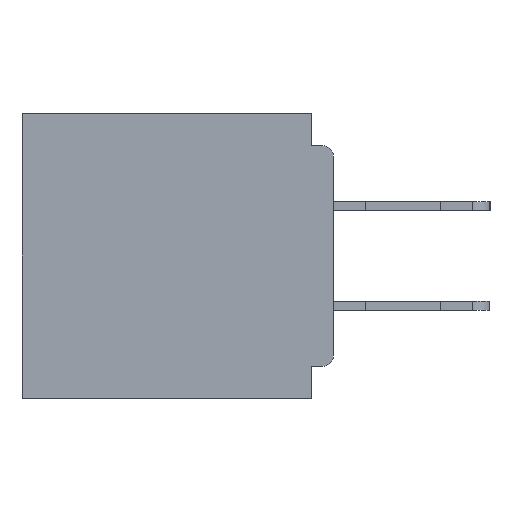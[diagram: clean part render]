
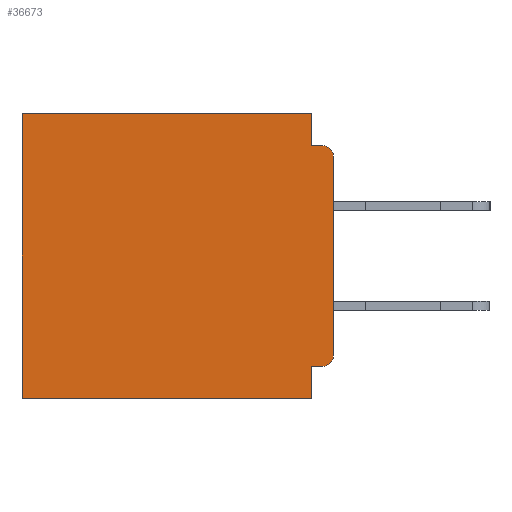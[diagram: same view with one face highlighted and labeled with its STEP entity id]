
A CAD part, left-side view. The second image highlights one B-rep face of the part: STEP entity #36673.
In plain terms, the highlighted planar face has unit normal (-1, 0, 0).
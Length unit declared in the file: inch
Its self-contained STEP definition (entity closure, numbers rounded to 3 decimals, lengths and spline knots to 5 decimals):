
#129 = LINE ( 'NONE', #38870, #18783 ) ;
#464 = DIRECTION ( 'NONE',  ( -1., 0., 0. ) ) ;
#515 = DIRECTION ( 'NONE',  ( 0., 0., -1. ) ) ;
#696 = EDGE_CURVE ( 'NONE', #8401, #1480, #39777, .T. ) ;
#1082 = CARTESIAN_POINT ( 'NONE',  ( 0.3, 0.437, 0. ) ) ;
#1442 = DIRECTION ( 'NONE',  ( 0., 1., 0. ) ) ;
#1480 = VERTEX_POINT ( 'NONE', #15139 ) ;
#1802 = LINE ( 'NONE', #24291, #18255 ) ;
#1812 = AXIS2_PLACEMENT_3D ( 'NONE', #26042, #464, #515 ) ;
#2174 = ORIENTED_EDGE ( 'NONE', *, *, #4397, .F. ) ;
#3128 = DIRECTION ( 'NONE',  ( -1., 0., 0. ) ) ;
#4397 = EDGE_CURVE ( 'NONE', #33627, #8401, #22113, .T. ) ;
#5564 = EDGE_CURVE ( 'NONE', #33627, #26631, #129, .T. ) ;
#5566 = DIRECTION ( 'NONE',  ( 0., 0., -1. ) ) ;
#6870 = EDGE_CURVE ( 'NONE', #44825, #18758, #11520, .T. ) ;
#8228 = ORIENTED_EDGE ( 'NONE', *, *, #12713, .T. ) ;
#8401 = VERTEX_POINT ( 'NONE', #13368 ) ;
#8531 = CARTESIAN_POINT ( 'NONE',  ( 0.3, 0., -0.4 ) ) ;
#8643 = FACE_OUTER_BOUND ( 'NONE', #33703, .T. ) ;
#10204 = LINE ( 'NONE', #26540, #18443 ) ;
#10514 = CARTESIAN_POINT ( 'NONE',  ( 0.3, 0., -0.4 ) ) ;
#11520 = CIRCLE ( 'NONE', #1812, 0.015 ) ;
#11624 = EDGE_CURVE ( 'NONE', #44825, #22909, #35352, .T. ) ;
#12325 = DIRECTION ( 'NONE',  ( 0., 0., -1. ) ) ;
#12713 = EDGE_CURVE ( 'NONE', #26631, #31447, #39586, .T. ) ;
#13368 = CARTESIAN_POINT ( 'NONE',  ( 0.3, 0.031, -0.045 ) ) ;
#13983 = VECTOR ( 'NONE', #42531, 39.37008 ) ;
#14195 = CARTESIAN_POINT ( 'NONE',  ( 0.3, 0.031, -0.4 ) ) ;
#14838 = ORIENTED_EDGE ( 'NONE', *, *, #696, .F. ) ;
#15139 = CARTESIAN_POINT ( 'NONE',  ( 0.3, 0.015, -0.045 ) ) ;
#15384 = ORIENTED_EDGE ( 'NONE', *, *, #28389, .F. ) ;
#15464 = CARTESIAN_POINT ( 'NONE',  ( 0.3, 0.031, 0. ) ) ;
#18197 = CARTESIAN_POINT ( 'NONE',  ( 0.3, 0.437, -0.4 ) ) ;
#18255 = VECTOR ( 'NONE', #38238, 39.37008 ) ;
#18443 = VECTOR ( 'NONE', #5566, 39.37008 ) ;
#18758 = VERTEX_POINT ( 'NONE', #39550 ) ;
#18783 = VECTOR ( 'NONE', #31301, 39.37008 ) ;
#19740 = ORIENTED_EDGE ( 'NONE', *, *, #5564, .T. ) ;
#20302 = ORIENTED_EDGE ( 'NONE', *, *, #11624, .F. ) ;
#20989 = VERTEX_POINT ( 'NONE', #14195 ) ;
#21824 = VECTOR ( 'NONE', #34909, 39.37008 ) ;
#22113 = LINE ( 'NONE', #15464, #31330 ) ;
#22909 = VERTEX_POINT ( 'NONE', #25567 ) ;
#24143 = CARTESIAN_POINT ( 'NONE',  ( 0.3, 0.015, -0.06 ) ) ;
#24291 = CARTESIAN_POINT ( 'NONE',  ( 0.3, 0., -0.4 ) ) ;
#24532 = CIRCLE ( 'NONE', #29964, 0.015 ) ;
#25567 = CARTESIAN_POINT ( 'NONE',  ( 0.3, 0.031, -0.355 ) ) ;
#25769 = ORIENTED_EDGE ( 'NONE', *, *, #36414, .F. ) ;
#26042 = CARTESIAN_POINT ( 'NONE',  ( 0.3, 0.015, -0.34 ) ) ;
#26540 = CARTESIAN_POINT ( 'NONE',  ( 0.3, 0.031, -0.4 ) ) ;
#26631 = VERTEX_POINT ( 'NONE', #1082 ) ;
#27638 = DIRECTION ( 'NONE',  ( 0., 0., -1. ) ) ;
#28389 = EDGE_CURVE ( 'NONE', #32379, #18758, #1802, .T. ) ;
#28473 = ORIENTED_EDGE ( 'NONE', *, *, #6870, .T. ) ;
#29264 = CARTESIAN_POINT ( 'NONE',  ( 0.3, 0., -0.355 ) ) ;
#29456 = DIRECTION ( 'NONE',  ( 1., 0., 0. ) ) ;
#29851 = CARTESIAN_POINT ( 'NONE',  ( 0.3, 0.015, -0.355 ) ) ;
#29964 = AXIS2_PLACEMENT_3D ( 'NONE', #24143, #3128, #27638 ) ;
#29970 = LINE ( 'NONE', #10514, #21824 ) ;
#30491 = DIRECTION ( 'NONE',  ( 0., -1., 0. ) ) ;
#31301 = DIRECTION ( 'NONE',  ( 0., 1., 0. ) ) ;
#31330 = VECTOR ( 'NONE', #12325, 39.37008 ) ;
#31447 = VERTEX_POINT ( 'NONE', #34487 ) ;
#31623 = VECTOR ( 'NONE', #30491, 39.37008 ) ;
#31724 = ORIENTED_EDGE ( 'NONE', *, *, #38069, .F. ) ;
#31794 = CARTESIAN_POINT ( 'NONE',  ( 0.3, 0., -0.045 ) ) ;
#32379 = VERTEX_POINT ( 'NONE', #43216 ) ;
#33627 = VERTEX_POINT ( 'NONE', #36446 ) ;
#33703 = EDGE_LOOP ( 'NONE', ( #15384, #44721, #14838, #2174, #19740, #8228, #25769, #31724, #20302, #28473 ) ) ;
#34487 = CARTESIAN_POINT ( 'NONE',  ( 0.3, 0.437, -0.4 ) ) ;
#34909 = DIRECTION ( 'NONE',  ( 0., 1., 0. ) ) ;
#35352 = LINE ( 'NONE', #29264, #44568 ) ;
#36414 = EDGE_CURVE ( 'NONE', #20989, #31447, #29970, .T. ) ;
#36426 = PLANE ( 'NONE',  #42102 ) ;
#36446 = CARTESIAN_POINT ( 'NONE',  ( 0.3, 0.031, 0. ) ) ;
#36673 = ADVANCED_FACE ( 'NONE', ( #8643 ), #36426, .F. ) ;
#38069 = EDGE_CURVE ( 'NONE', #22909, #20989, #10204, .T. ) ;
#38238 = DIRECTION ( 'NONE',  ( 0., 0., -1. ) ) ;
#38870 = CARTESIAN_POINT ( 'NONE',  ( 0.3, 0., 0. ) ) ;
#39550 = CARTESIAN_POINT ( 'NONE',  ( 0.3, 0., -0.34 ) ) ;
#39586 = LINE ( 'NONE', #18197, #13983 ) ;
#39777 = LINE ( 'NONE', #31794, #31623 ) ;
#39933 = DIRECTION ( 'NONE',  ( 0., 0., -1. ) ) ;
#42102 = AXIS2_PLACEMENT_3D ( 'NONE', #8531, #29456, #39933 ) ;
#42531 = DIRECTION ( 'NONE',  ( 0., 0., -1. ) ) ;
#43216 = CARTESIAN_POINT ( 'NONE',  ( 0.3, 0., -0.06 ) ) ;
#44409 = EDGE_CURVE ( 'NONE', #32379, #1480, #24532, .T. ) ;
#44568 = VECTOR ( 'NONE', #1442, 39.37008 ) ;
#44721 = ORIENTED_EDGE ( 'NONE', *, *, #44409, .T. ) ;
#44825 = VERTEX_POINT ( 'NONE', #29851 ) ;
